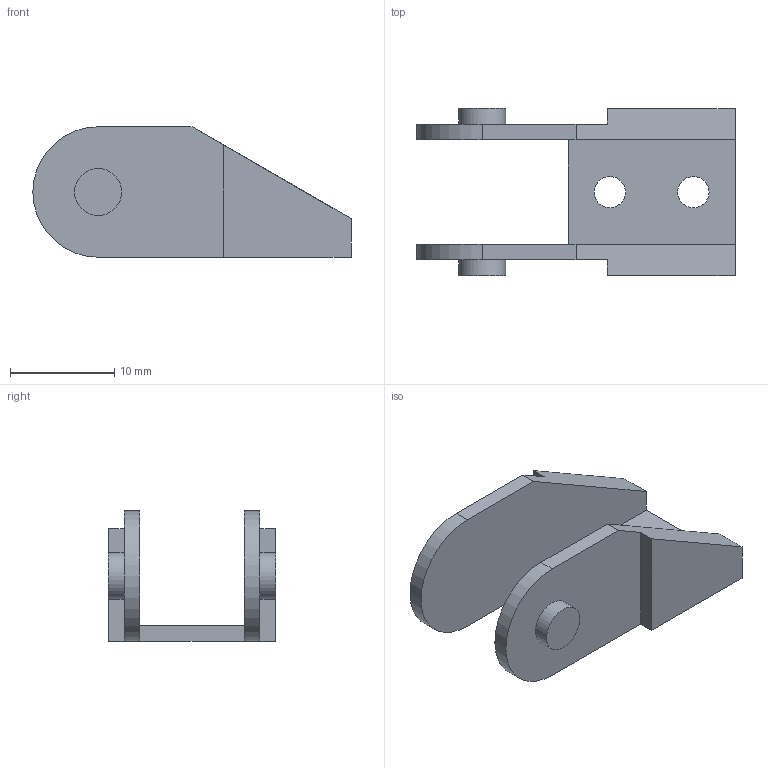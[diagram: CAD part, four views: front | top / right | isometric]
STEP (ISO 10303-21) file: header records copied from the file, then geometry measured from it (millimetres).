
FILE_DESCRIPTION(/* description */ (''),/* implementation_level */ '2;1');
FILE_NAME(/* name */ '0450-10-2.ipt.step',/* time_stamp */ '2017-01-04T15:00:48-08:00',/* author */ ('Phillip Dollan'),/* organization */ (''),/* preprocessor_version */ 'ST-DEVELOPER v16.5',/* originating_system */ 'Autodesk Inventor 2017',/* authorisation */ '');
FILE_SCHEMA (('AUTOMOTIVE_DESIGN { 1 0 10303 214 3 1 1 }'));
Length unit declared in the file: millimetre
Products named in the file (1): 045.10.018.0_14
Bounding box: 30.5 x 16.02 x 12.5 mm (x, y, z)
Volume: 1424.6 mm3; surface area: 1879.2 mm2
Topology: 1 solids, 1 shells, 24 faces, 60 edges, 40 vertices
Faces by surface type: plane 18, cylinder 6
Full cylindrical faces by diameter (mm): 3 x2, 4.5 x2
Entity records: 734 total; most frequent: CARTESIAN_POINT 121, DIRECTION 118, ORIENTED_EDGE 112, EDGE_CURVE 56, LINE 44, VECTOR 44, VERTEX_POINT 40, AXIS2_PLACEMENT_3D 37
